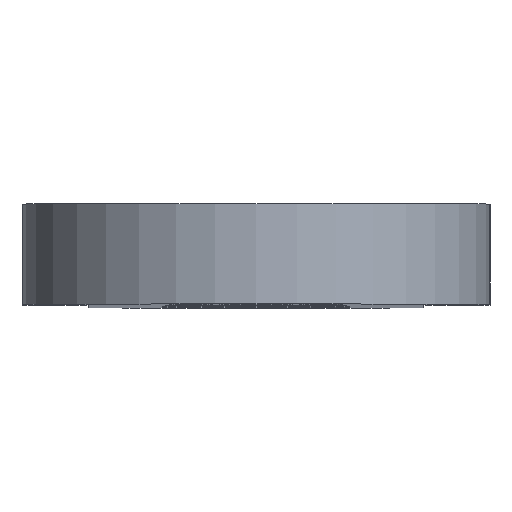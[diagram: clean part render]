
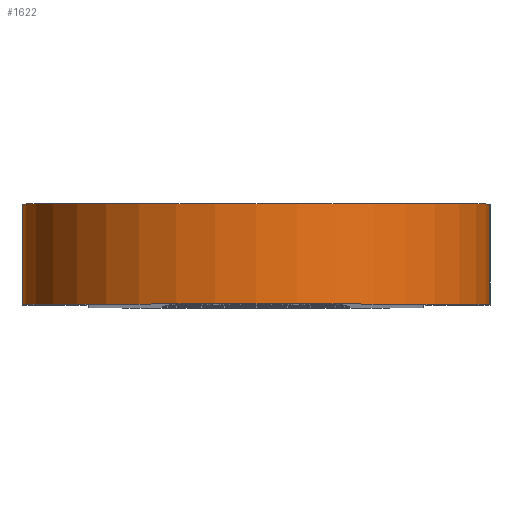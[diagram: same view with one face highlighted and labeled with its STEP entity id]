
A CAD part, top view. The second image highlights one B-rep face of the part: STEP entity #1622.
In plain terms, the highlighted cylindrical face has radius 22.225 mm (diameter 44.45 mm), a partial arc.
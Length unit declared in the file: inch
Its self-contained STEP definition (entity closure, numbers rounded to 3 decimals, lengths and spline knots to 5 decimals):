
#52=CYLINDRICAL_SURFACE('',#1779,0.875);
#135=CIRCLE('',#1707,0.875);
#161=CIRCLE('',#1780,0.875);
#241=FACE_OUTER_BOUND('',#343,.T.);
#343=EDGE_LOOP('',(#1435,#1436,#1437,#1438));
#506=LINE('',#2737,#656);
#507=LINE('',#2741,#657);
#656=VECTOR('',#2236,0.375);
#657=VECTOR('',#2241,0.375);
#774=VERTEX_POINT('',#2577);
#775=VERTEX_POINT('',#2579);
#811=VERTEX_POINT('',#2735);
#812=VERTEX_POINT('',#2739);
#961=EDGE_CURVE('',#774,#775,#135,.T.);
#1036=EDGE_CURVE('',#811,#775,#506,.T.);
#1037=EDGE_CURVE('',#811,#812,#161,.T.);
#1038=EDGE_CURVE('',#812,#774,#507,.T.);
#1435=ORIENTED_EDGE('',*,*,#1037,.F.);
#1436=ORIENTED_EDGE('',*,*,#1036,.T.);
#1437=ORIENTED_EDGE('',*,*,#961,.F.);
#1438=ORIENTED_EDGE('',*,*,#1038,.F.);
#1622=ADVANCED_FACE('',(#241),#52,.T.);
#1707=AXIS2_PLACEMENT_3D('',#2580,#2043,#2044);
#1779=AXIS2_PLACEMENT_3D('',#2738,#2237,#2238);
#1780=AXIS2_PLACEMENT_3D('',#2740,#2239,#2240);
#2043=DIRECTION('center_axis',(0.,1.,0.));
#2044=DIRECTION('ref_axis',(1.,0.,0.));
#2236=DIRECTION('',(0.,1.,0.));
#2237=DIRECTION('center_axis',(0.,1.,0.));
#2238=DIRECTION('ref_axis',(1.,0.,0.));
#2239=DIRECTION('center_axis',(0.,-1.,0.));
#2240=DIRECTION('ref_axis',(1.,0.,0.));
#2241=DIRECTION('',(0.,1.,0.));
#2577=CARTESIAN_POINT('',(-1.76017,0.375,8.50705));
#2579=CARTESIAN_POINT('',(-0.01017,0.375,8.50705));
#2580=CARTESIAN_POINT('Origin',(-0.88517,0.375,8.50705));
#2735=CARTESIAN_POINT('',(-0.01017,0.,8.50705));
#2737=CARTESIAN_POINT('',(-0.01017,0.,8.50705));
#2738=CARTESIAN_POINT('Origin',(-0.88517,0.,8.50705));
#2739=CARTESIAN_POINT('',(-1.76017,0.,8.50705));
#2740=CARTESIAN_POINT('Origin',(-0.88517,0.,8.50705));
#2741=CARTESIAN_POINT('',(-1.76017,0.,8.50705));
